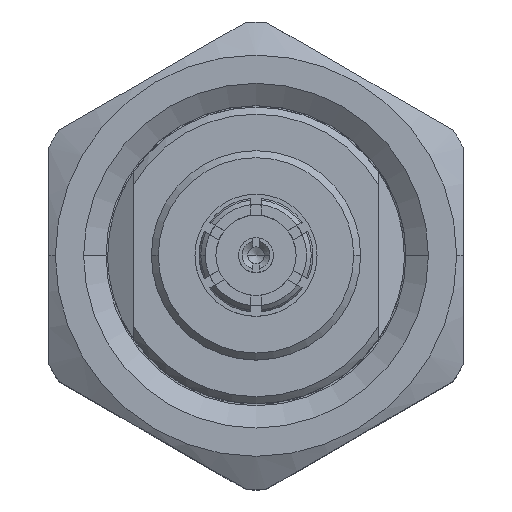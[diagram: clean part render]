
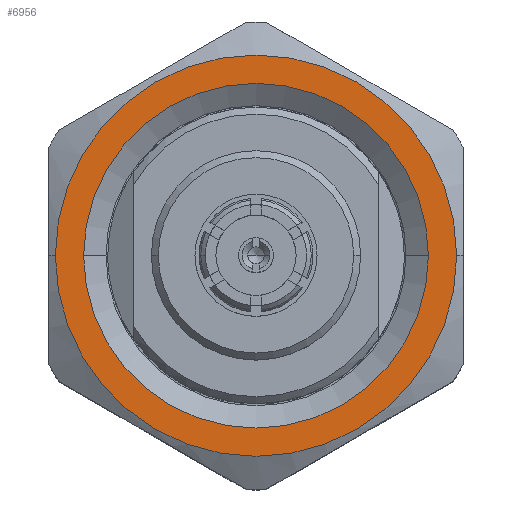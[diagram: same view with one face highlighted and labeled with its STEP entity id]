
A CAD part, top view. The second image highlights one B-rep face of the part: STEP entity #6956.
In plain terms, the highlighted planar face has unit normal (0, 0, 1).
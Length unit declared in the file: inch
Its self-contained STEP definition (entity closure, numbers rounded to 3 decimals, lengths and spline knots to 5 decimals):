
#124 = CARTESIAN_POINT ( 'NONE',  ( 0.25333, 0.17066, 0.15308 ) ) ;
#309 = CARTESIAN_POINT ( 'NONE',  ( 0.15609, 0.17066, 0.15308 ) ) ;
#521 = DIRECTION ( 'NONE',  ( 1., 0., 0. ) ) ;
#781 = CIRCLE ( 'NONE', #1563, 0.09724 ) ;
#839 = EDGE_CURVE ( 'NONE', #6060, #3483, #2492, .T. ) ;
#851 = AXIS2_PLACEMENT_3D ( 'NONE', #5842, #7925, #521 ) ;
#1199 = EDGE_LOOP ( 'NONE', ( #5522, #7840 ) ) ;
#1563 = AXIS2_PLACEMENT_3D ( 'NONE', #2764, #3014, #6690 ) ;
#1575 = FACE_BOUND ( 'NONE', #1199, .T. ) ;
#1636 = DIRECTION ( 'NONE',  ( 1., 0., 0. ) ) ;
#2155 = CARTESIAN_POINT ( 'NONE',  ( 0.0429, 0.17066, 0.15308 ) ) ;
#2296 = CARTESIAN_POINT ( 'NONE',  ( 0.15609, 0.17066, 0.15308 ) ) ;
#2346 = VERTEX_POINT ( 'NONE', #7655 ) ;
#2419 = EDGE_CURVE ( 'NONE', #3981, #2346, #6921, .T. ) ;
#2457 = PLANE ( 'NONE',  #3449 ) ;
#2492 = CIRCLE ( 'NONE', #4990, 0.11319 ) ;
#2764 = CARTESIAN_POINT ( 'NONE',  ( 0.15609, 0.17066, 0.15308 ) ) ;
#2906 = ORIENTED_EDGE ( 'NONE', *, *, #4905, .T. ) ;
#3014 = DIRECTION ( 'NONE',  ( 0., 0., -1. ) ) ;
#3335 = DIRECTION ( 'NONE',  ( -1., 0., 0. ) ) ;
#3449 = AXIS2_PLACEMENT_3D ( 'NONE', #2296, #5423, #7571 ) ;
#3483 = VERTEX_POINT ( 'NONE', #3581 ) ;
#3581 = CARTESIAN_POINT ( 'NONE',  ( 0.26928, 0.17066, 0.15308 ) ) ;
#3794 = ORIENTED_EDGE ( 'NONE', *, *, #839, .T. ) ;
#3981 = VERTEX_POINT ( 'NONE', #124 ) ;
#4672 = DIRECTION ( 'NONE',  ( 0., 0., -1. ) ) ;
#4832 = DIRECTION ( 'NONE',  ( 0., 0., 1. ) ) ;
#4905 = EDGE_CURVE ( 'NONE', #3483, #6060, #7271, .T. ) ;
#4990 = AXIS2_PLACEMENT_3D ( 'NONE', #6973, #4832, #1636 ) ;
#5423 = DIRECTION ( 'NONE',  ( 0., 0., -1. ) ) ;
#5522 = ORIENTED_EDGE ( 'NONE', *, *, #2419, .T. ) ;
#5842 = CARTESIAN_POINT ( 'NONE',  ( 0.15609, 0.17066, 0.15308 ) ) ;
#6060 = VERTEX_POINT ( 'NONE', #2155 ) ;
#6593 = AXIS2_PLACEMENT_3D ( 'NONE', #309, #4672, #3335 ) ;
#6690 = DIRECTION ( 'NONE',  ( -1., 0., 0. ) ) ;
#6921 = CIRCLE ( 'NONE', #6593, 0.09724 ) ;
#6956 = ADVANCED_FACE ( 'NONE', ( #1575, #7705 ), #2457, .F. ) ;
#6973 = CARTESIAN_POINT ( 'NONE',  ( 0.15609, 0.17066, 0.15308 ) ) ;
#7173 = EDGE_LOOP ( 'NONE', ( #2906, #3794 ) ) ;
#7271 = CIRCLE ( 'NONE', #851, 0.11319 ) ;
#7405 = EDGE_CURVE ( 'NONE', #2346, #3981, #781, .T. ) ;
#7571 = DIRECTION ( 'NONE',  ( -1., 0., 0. ) ) ;
#7655 = CARTESIAN_POINT ( 'NONE',  ( 0.05884, 0.17066, 0.15308 ) ) ;
#7705 = FACE_OUTER_BOUND ( 'NONE', #7173, .T. ) ;
#7840 = ORIENTED_EDGE ( 'NONE', *, *, #7405, .T. ) ;
#7925 = DIRECTION ( 'NONE',  ( 0., 0., 1. ) ) ;
